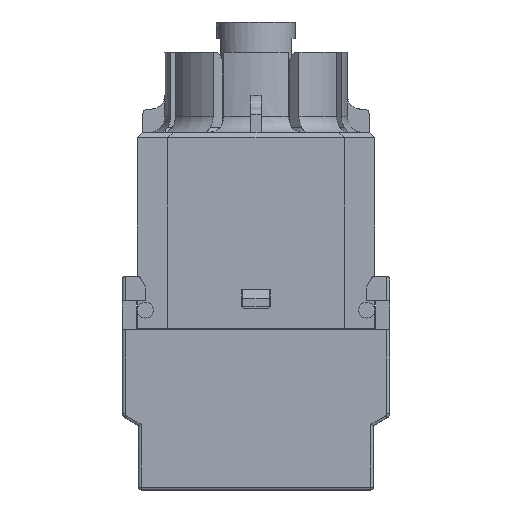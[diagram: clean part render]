
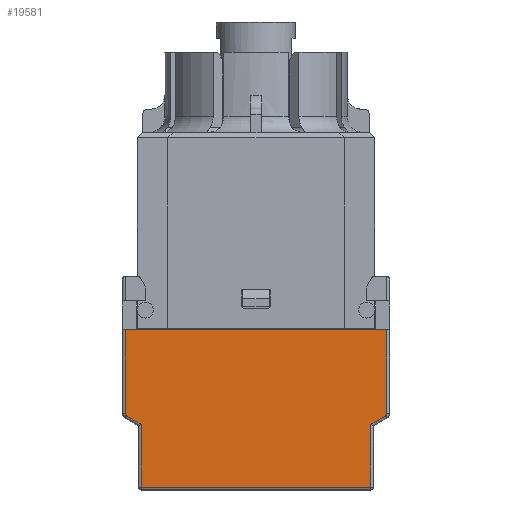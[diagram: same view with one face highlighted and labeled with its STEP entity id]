
A CAD part, left-side view. The second image highlights one B-rep face of the part: STEP entity #19581.
In plain terms, the highlighted planar face has unit normal (-1, 0, 0).
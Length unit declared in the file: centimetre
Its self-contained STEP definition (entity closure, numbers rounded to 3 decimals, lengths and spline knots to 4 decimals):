
#848=CIRCLE('',#20963,0.025);
#849=CIRCLE('',#20964,0.025);
#1866=FACE_OUTER_BOUND('',#2947,.T.);
#2947=EDGE_LOOP('',(#16126,#16127,#16128,#16129,#16130,#16131,#16132,#16133,
#16134,#16135));
#4840=LINE('',#34239,#6962);
#4841=LINE('',#34241,#6963);
#4842=LINE('',#34243,#6964);
#4843=LINE('',#34247,#6965);
#4844=LINE('',#34249,#6966);
#4845=LINE('',#34251,#6967);
#4846=LINE('',#34253,#6968);
#4847=LINE('',#34255,#6969);
#6962=VECTOR('',#24981,0.7845);
#6963=VECTOR('',#24982,2.45);
#6964=VECTOR('',#24983,0.7845);
#6965=VECTOR('',#24986,0.1588);
#6966=VECTOR('',#24987,0.5894);
#6967=VECTOR('',#24988,2.15);
#6968=VECTOR('',#24989,0.5894);
#6969=VECTOR('',#24990,0.1588);
#9081=VERTEX_POINT('',#34237);
#9082=VERTEX_POINT('',#34238);
#9083=VERTEX_POINT('',#34240);
#9084=VERTEX_POINT('',#34242);
#9085=VERTEX_POINT('',#34244);
#9086=VERTEX_POINT('',#34246);
#9087=VERTEX_POINT('',#34248);
#9088=VERTEX_POINT('',#34250);
#9089=VERTEX_POINT('',#34252);
#9090=VERTEX_POINT('',#34254);
#11623=EDGE_CURVE('',#9081,#9082,#4840,.T.);
#11624=EDGE_CURVE('',#9081,#9083,#4841,.T.);
#11625=EDGE_CURVE('',#9084,#9083,#4842,.T.);
#11626=EDGE_CURVE('',#9085,#9084,#848,.T.);
#11627=EDGE_CURVE('',#9086,#9085,#4843,.T.);
#11628=EDGE_CURVE('',#9087,#9086,#4844,.T.);
#11629=EDGE_CURVE('',#9088,#9087,#4845,.T.);
#11630=EDGE_CURVE('',#9089,#9088,#4846,.T.);
#11631=EDGE_CURVE('',#9090,#9089,#4847,.T.);
#11632=EDGE_CURVE('',#9082,#9090,#849,.T.);
#16126=ORIENTED_EDGE('',*,*,#11623,.F.);
#16127=ORIENTED_EDGE('',*,*,#11624,.T.);
#16128=ORIENTED_EDGE('',*,*,#11625,.F.);
#16129=ORIENTED_EDGE('',*,*,#11626,.F.);
#16130=ORIENTED_EDGE('',*,*,#11627,.F.);
#16131=ORIENTED_EDGE('',*,*,#11628,.F.);
#16132=ORIENTED_EDGE('',*,*,#11629,.F.);
#16133=ORIENTED_EDGE('',*,*,#11630,.F.);
#16134=ORIENTED_EDGE('',*,*,#11631,.F.);
#16135=ORIENTED_EDGE('',*,*,#11632,.F.);
#18636=PLANE('',#20962);
#19581=ADVANCED_FACE('',(#1866),#18636,.F.);
#20962=AXIS2_PLACEMENT_3D('',#34236,#24979,#24980);
#20963=AXIS2_PLACEMENT_3D('',#34245,#24984,#24985);
#20964=AXIS2_PLACEMENT_3D('',#34256,#24991,#24992);
#24979=DIRECTION('center_axis',(1.,0.,0.));
#24980=DIRECTION('ref_axis',(0.,0.,-1.));
#24981=DIRECTION('',(0.,0.,-1.));
#24982=DIRECTION('',(0.,1.,0.));
#24983=DIRECTION('',(0.,0.,1.));
#24984=DIRECTION('center_axis',(1.,0.,0.));
#24985=DIRECTION('ref_axis',(0.,0.866,-0.5));
#24986=DIRECTION('',(0.,0.866,0.5));
#24987=DIRECTION('',(0.,0.,1.));
#24988=DIRECTION('',(0.,1.,0.));
#24989=DIRECTION('',(0.,0.,-1.));
#24990=DIRECTION('',(0.,0.866,-0.5));
#24991=DIRECTION('center_axis',(1.,0.,0.));
#24992=DIRECTION('ref_axis',(0.,-0.866,-0.5));
#34236=CARTESIAN_POINT('Origin',(-5.5306,0.1917,-1.0533));
#34237=CARTESIAN_POINT('',(-5.5306,-1.0333,-0.5613));
#34238=CARTESIAN_POINT('',(-5.5306,-1.0333,-1.3458));
#34239=CARTESIAN_POINT('',(-5.5306,-1.0333,-0.5573));
#34240=CARTESIAN_POINT('',(-5.5306,1.4167,-0.5613));
#34241=CARTESIAN_POINT('',(-5.5306,0.8167,-0.5613));
#34242=CARTESIAN_POINT('',(-5.5306,1.4167,-1.3458));
#34243=CARTESIAN_POINT('',(-5.5306,1.4167,-1.1995));
#34244=CARTESIAN_POINT('',(-5.5306,1.4042,-1.3675));
#34245=CARTESIAN_POINT('Origin',(-5.5306,1.3917,-1.3458));
#34246=CARTESIAN_POINT('',(-5.5306,1.2667,-1.4468));
#34247=CARTESIAN_POINT('',(-5.5306,0.9551,-1.6268));
#34248=CARTESIAN_POINT('',(-5.5306,1.2667,-2.0363));
#34249=CARTESIAN_POINT('',(-5.5306,1.2667,-1.5573));
#34250=CARTESIAN_POINT('',(-5.5306,-0.8833,-2.0363));
#34251=CARTESIAN_POINT('',(-5.5306,-0.3583,-2.0363));
#34252=CARTESIAN_POINT('',(-5.5306,-0.8833,-1.4468));
#34253=CARTESIAN_POINT('',(-5.5306,-0.8833,-1.2573));
#34254=CARTESIAN_POINT('',(-5.5306,-1.0208,-1.3675));
#34255=CARTESIAN_POINT('',(-5.5306,-0.6341,-1.5907));
#34256=CARTESIAN_POINT('Origin',(-5.5306,-1.0083,-1.3458));
